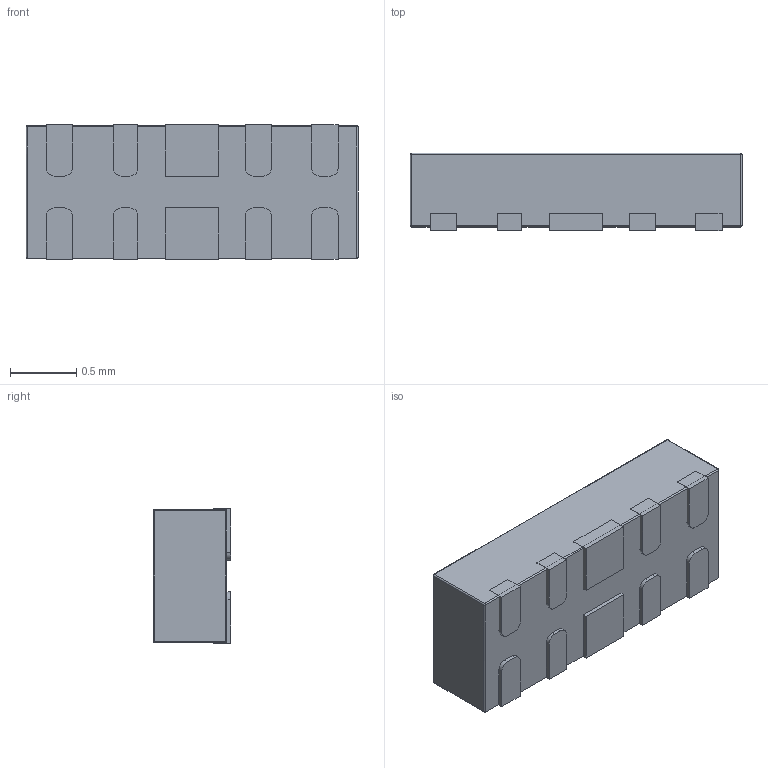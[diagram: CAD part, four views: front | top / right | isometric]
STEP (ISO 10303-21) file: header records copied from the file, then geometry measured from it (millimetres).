
FILE_DESCRIPTION (( 'STEP AP214' ), '1' );
FILE_NAME ('User Library-SLP2510P8.STEP', '2018-10-31T08:25:51', ( '' ), ( '' ), 'SwSTEP 2.0', 'SolidWorks 2018', '' );
FILE_SCHEMA (( 'AUTOMOTIVE_DESIGN' ));
Length unit declared in the file: millimetre
Products named in the file (1): User Library-SLP2510P8
Bounding box: 2.5 x 0.58 x 1.01 mm (x, y, z)
Volume: 1.5 mm3; surface area: 10.7 mm2
Topology: 6 solids, 6 shells, 120 faces, 446 edges, 347 vertices
Faces by surface type: plane 81, cylinder 29, sphere 6, torus 4
Entity records: 7363 total; most frequent: CARTESIAN_POINT 2280, ORIENTED_EDGE 880, DIRECTION 614, EDGE_CURVE 440, VERTEX_POINT 347, VECTOR 248, LINE 248, AXIS2_PLACEMENT_3D 183
